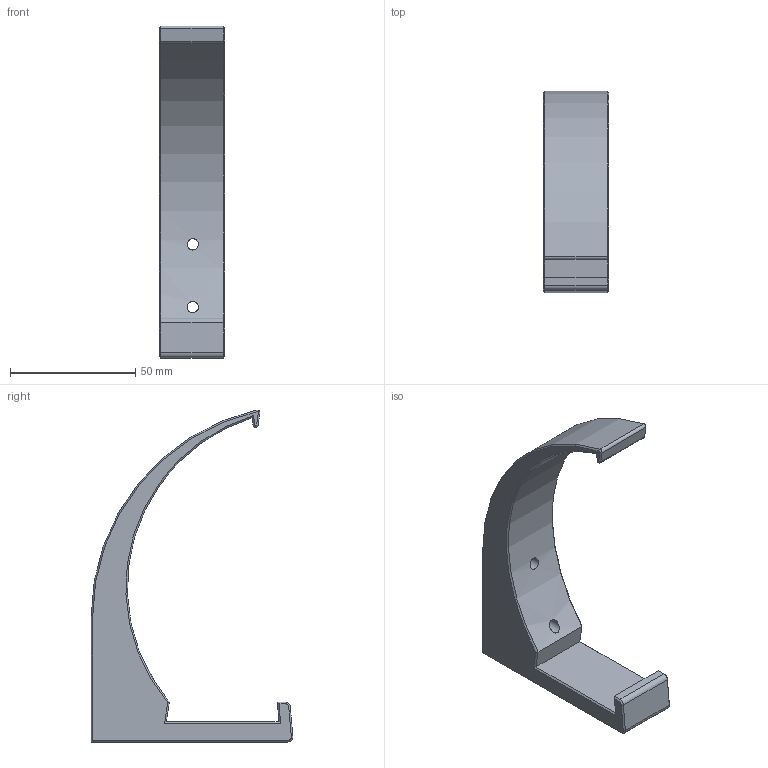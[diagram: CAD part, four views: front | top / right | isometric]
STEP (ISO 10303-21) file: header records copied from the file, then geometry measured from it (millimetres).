
FILE_DESCRIPTION(('FreeCAD Model'),'2;1');
FILE_NAME('Open CASCADE Shape Model','2024-04-11T09:29:57',(''),(''), 'Open CASCADE STEP processor 7.7','FreeCAD','Unknown');
FILE_SCHEMA(('AUTOMOTIVE_DESIGN { 1 0 10303 214 1 1 1 1 }'));
Length unit declared in the file: millimetre
Products named in the file (1): router mount
Bounding box: 26 x 80.51 x 132.56 mm (x, y, z)
Volume: 64417.4 mm3; surface area: 17988.5 mm2
Topology: 1 solids, 1 shells, 57 faces, 123 edges, 72 vertices
Faces by surface type: plane 33, cylinder 12, cone 12
Full cylindrical faces by diameter (mm): 4.5 x4, 8.5 x2
Entity records: 1675 total; most frequent: CARTESIAN_POINT 387, DIRECTION 275, ORIENTED_EDGE 246, EDGE_CURVE 123, AXIS2_PLACEMENT_3D 96, LINE 83, VECTOR 83, VERTEX_POINT 72
